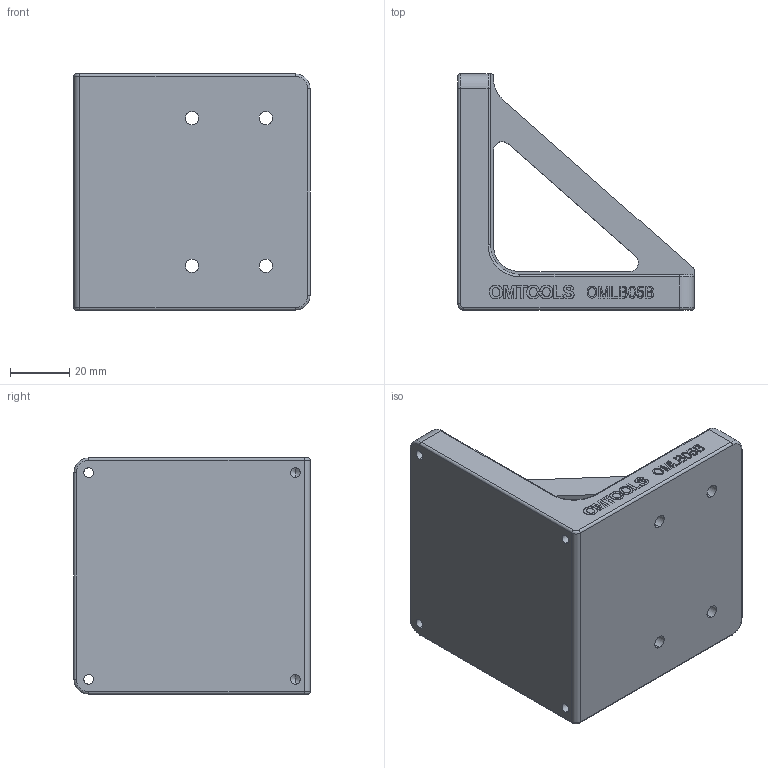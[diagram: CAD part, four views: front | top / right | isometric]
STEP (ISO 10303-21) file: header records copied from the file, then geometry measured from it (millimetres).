
FILE_DESCRIPTION (( 'STEP AP203' ), '1' );
FILE_NAME ('OMLB炵蹈眻褒蛌諉啣 OMLB05B.STEP', '2021-05-20T08:44:25', ( 'Microsoft' ), ( 'Microsoft' ), 'SwSTEP 2.0', 'SolidWorks 2018', '' );
FILE_SCHEMA (( 'CONFIG_CONTROL_DESIGN' ));
Length unit declared in the file: millimetre
Products named in the file (2): OMLB05B-01 OMSC-80-50-L蟀諉啣5; OMLB炵蹈眻褒蛌諉啣 OMLB05B
Assembly tree (1 placements, depth 2):
  OMLB炵蹈眻褒蛌諉啣 OMLB05B
    OMLB05B-01 OMSC-80-50-L蟀諉啣5
Bounding box: 80 x 80 x 80 mm (x, y, z)
Volume: 171279.9 mm3; surface area: 35727.9 mm2
Topology: 1 solids, 1 shells, 252 faces, 647 edges, 420 vertices
Faces by surface type: plane 124, bspline 60, cylinder 52, torus 12, cone 4
Entity records: 12289 total; most frequent: CARTESIAN_POINT 6273, ORIENTED_EDGE 1286, DIRECTION 1029, EDGE_CURVE 643, VERTEX_POINT 420, VECTOR 405, LINE 405, AXIS2_PLACEMENT_3D 312
